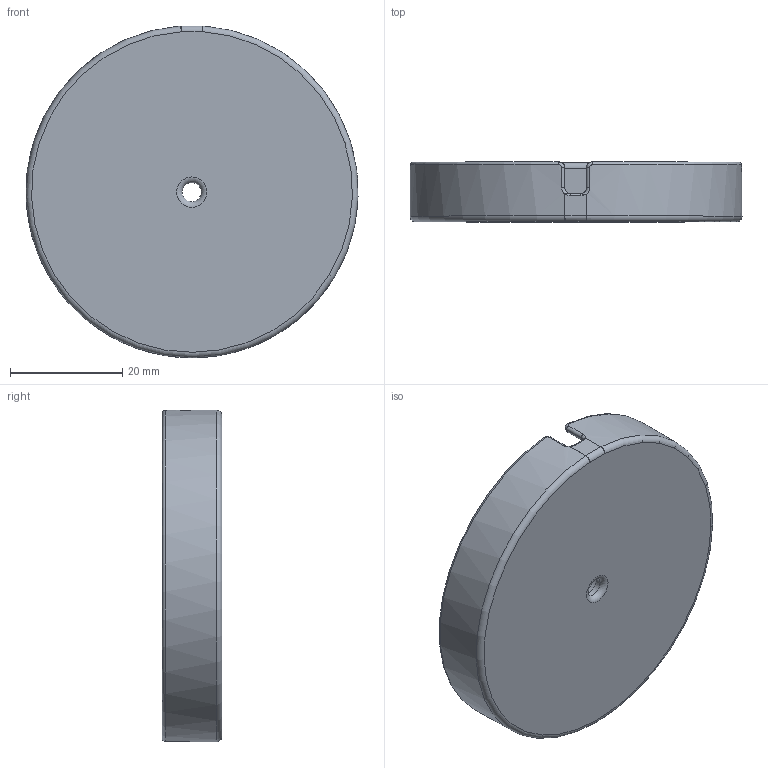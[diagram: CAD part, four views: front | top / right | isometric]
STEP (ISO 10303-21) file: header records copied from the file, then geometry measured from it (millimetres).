
FILE_DESCRIPTION(/* description */ (''),/* implementation_level */ '2;1');
FILE_NAME(/* name */ 'MagSafe Holder Second try v5.step',/* time_stamp */ '2023-08-07T11:52:16-04:00',/* author */ (''),/* organization */ (''),/* preprocessor_version */ 'ST-DEVELOPER v20',/* originating_system */ 'Autodesk Translation Framework v12.9.0.99',/* authorisation */ '');
FILE_SCHEMA (('AUTOMOTIVE_DESIGN { 1 0 10303 214 3 1 1 }'));
Length unit declared in the file: millimetre
Products named in the file (1): MagSafe Holder Second try
Bounding box: 59.17 x 10.62 x 59.14 mm (x, y, z)
Volume: 15045.2 mm3; surface area: 8297.2 mm2
Topology: 1 solids, 1 shells, 38 faces, 86 edges, 50 vertices
Faces by surface type: cylinder 15, plane 7, bspline 7, torus 6, sphere 2, cone 1
Full cylindrical faces by diameter (mm): 3.4 x1, 6.5 x1
Entity records: 1390 total; most frequent: CARTESIAN_POINT 552, ORIENTED_EDGE 170, DIRECTION 161, EDGE_CURVE 85, AXIS2_PLACEMENT_3D 68, VERTEX_POINT 50, EDGE_LOOP 41, FACE_OUTER_BOUND 38
